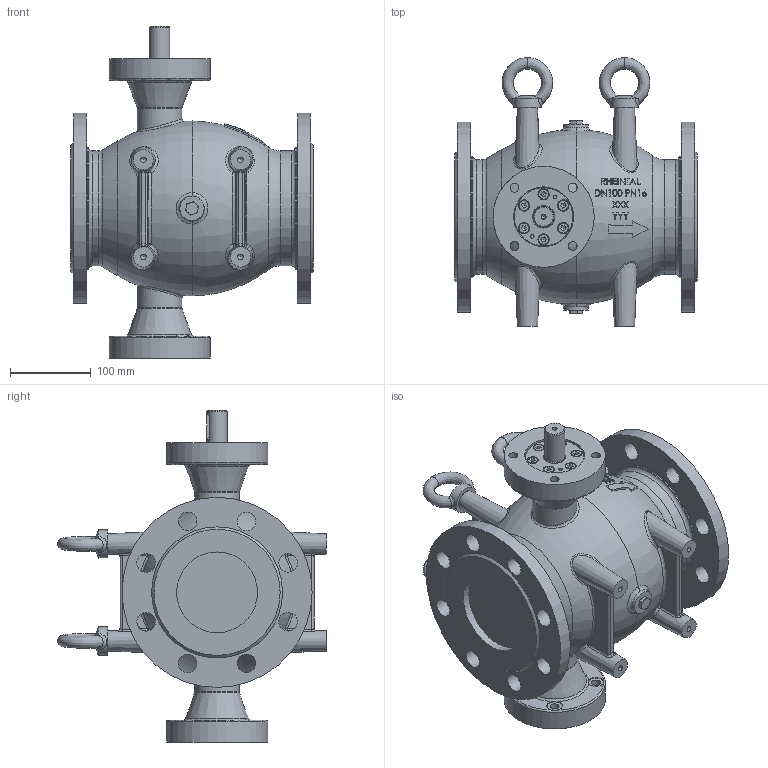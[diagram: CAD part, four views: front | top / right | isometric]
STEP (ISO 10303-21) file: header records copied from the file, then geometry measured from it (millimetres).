
FILE_DESCRIPTION (( 'STEP AP214' ), '1' );
FILE_NAME ('DN100PN16.STEP', '2026-03-17T13:20:19', ( '' ), ( '' ), 'SwSTEP 2.0', 'SolidWorks 2025', '' );
FILE_SCHEMA (( 'AUTOMOTIVE_DESIGN' ));
Length unit declared in the file: millimetre
Products named in the file (8): NDE cover; DN100PN16; Stem OP DIA-25; Gland; Plug, Hex Head - Galv_DN8 NPT HEX PLUG - GAL; Eyebolt DIN 358-M16-N_Eyebolt DIN 358-M16-N; BODY DN100 PN40_03_machined; IS 2269 - M8 x 20-N_IS 2269 - M8 x 20-N
Assembly tree (22 placements, depth 2):
  DN100PN16
    BODY DN100 PN40_03_machined
    Gland
    NDE cover
    Eyebolt DIN 358-M16-N_Eyebolt DIN 358-M16-N  x4
    IS 2269 - M8 x 20-N_IS 2269 - M8 x 20-N  x12
    Plug, Hex Head - Galv_DN8 NPT HEX PLUG - GAL  x2
    Stem OP DIA-25
Bounding box: 300 x 331.99 x 410.5 mm (x, y, z)
Volume: 9700204 mm3; surface area: 633103 mm2
Topology: 22 solids, 22 shells, 1038 faces, 2449 edges, 1537 vertices
Faces by surface type: plane 505, cylinder 175, bspline 123, torus 117, cone 102, sphere 16
Full cylindrical faces by diameter (mm): 4.2 x4, 5 x2, 6 x2, 6.8 x20, 8 x12, 9 x12, 11 x8, 11.887 x2, 13 x16, 13.3 x2, 13.7 x4, 14 x12, 16 x4, 19 x8, 23 x16, 25 x1, 27 x5, 31.7 x2, 34.5 x2, 35 x7, 39.9 x4, 40 x2, 55 x2, 73 x2, 74 x2, 100 x1, 125 x2, 132.5 x1, 142 x2, 150 x2
Entity records: 33864 total; most frequent: CARTESIAN_POINT 18950, ORIENTED_EDGE 2820, DIRECTION 2778, EDGE_CURVE 1410, AXIS2_PLACEMENT_3D 1237, EDGE_LOOP 1122, VERTEX_POINT 1004, FACE_OUTER_BOUND 901
